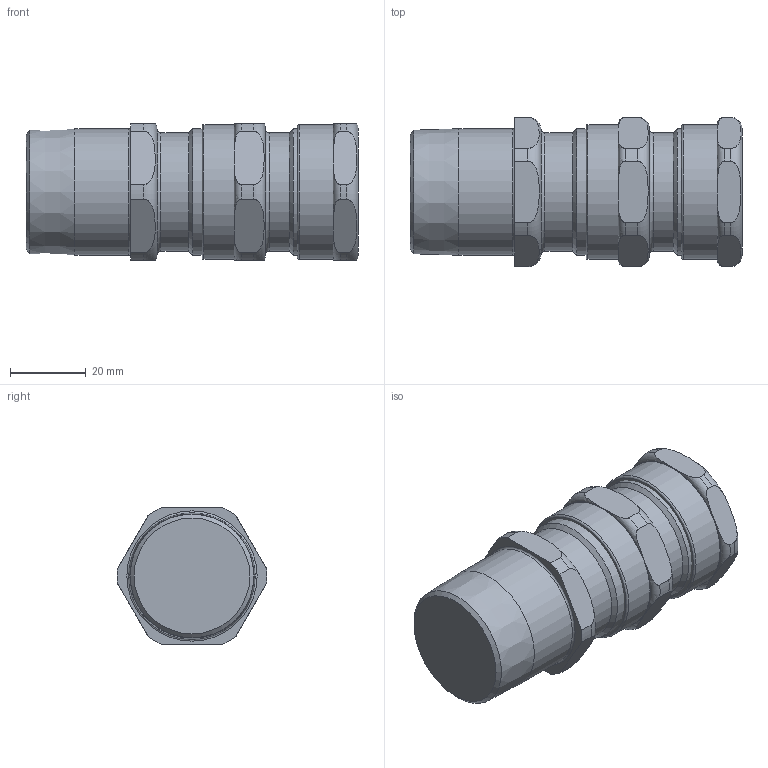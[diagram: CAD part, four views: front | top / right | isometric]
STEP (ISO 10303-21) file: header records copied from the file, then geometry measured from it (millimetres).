
FILE_DESCRIPTION(/* description */ (''),/* implementation_level */ '2;1');
FILE_NAME(/* name */ '501 423 B_1_NPT.stp',/* time_stamp */ '2021-04-11T16:32:59+05:00',/* author */ ('vinaykumark'),/* organization */ (''),/* preprocessor_version */ 'ST-DEVELOPER v18',/* originating_system */ 'Autodesk Inventor 2020',/* authorisation */ '');
FILE_SCHEMA (('AUTOMOTIVE_DESIGN { 1 0 10303 214 3 1 1 }'));
Length unit declared in the file: inch
Products named in the file (1): 501 423 B_1_NPT
Bounding box: 87.71 x 39.48 x 36 mm (x, y, z)
Volume: 107940.8 mm3; surface area: 26388.6 mm2
Topology: 8 solids, 8 shells, 188 faces, 533 edges, 365 vertices
Faces by surface type: plane 77, torus 47, cylinder 42, cone 22
Full cylindrical faces by diameter (mm): 20.2 x2, 27.25 x2, 27.9 x4, 30.5 x2, 31.2 x2, 33.33 x1, 33.337 x1, 33.4 x1, 35.65 x2
Entity records: 7604 total; most frequent: CARTESIAN_POINT 2388, DIRECTION 1079, ORIENTED_EDGE 1066, EDGE_CURVE 533, AXIS2_PLACEMENT_3D 466, VERTEX_POINT 365, CIRCLE 277, EDGE_LOOP 196
